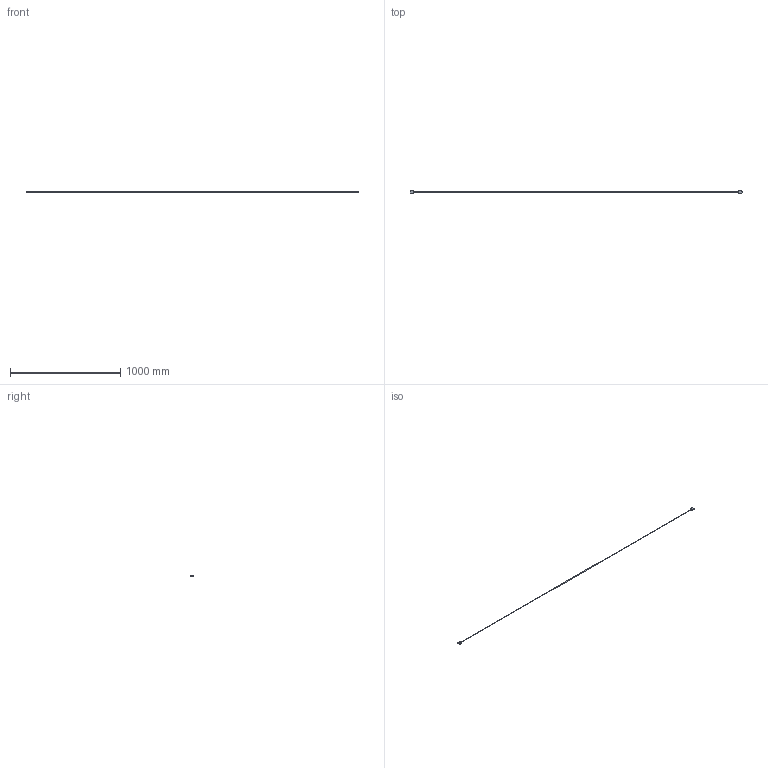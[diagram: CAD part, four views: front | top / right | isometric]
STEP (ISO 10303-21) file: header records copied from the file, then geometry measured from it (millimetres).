
FILE_DESCRIPTION( ( 'STEP AP214' ), '1' );
FILE_NAME( 'WJP0430.step', '2018-08-20T06:20:10', ( ' ' ), ( ' ' ), 'XStep 1.0', ' ', ' ' );
FILE_SCHEMA( ( 'automotive_design' ) );
Length unit declared in the file: millimetre
Products named in the file (3): 1; 2; 3
Bounding box: 3005.8 x 25.8 x 8 mm (x, y, z)
Volume: 55353.1 mm3; surface area: 45723.4 mm2
Topology: 3 solids, 3 shells, 301 faces, 734 edges, 421 vertices
Faces by surface type: plane 120, cylinder 109, torus 32, bspline 30, sphere 8, extrusion 2
Full cylindrical faces by diameter (mm): 4.4 x1
Entity records: 15428 total; most frequent: CARTESIAN_POINT 6182, DIRECTION 1418, ORIENTED_EDGE 1404, EDGE_CURVE 702, AXIS2_PLACEMENT_3D 492, VECTOR 434, LINE 432, VERTEX_POINT 418
